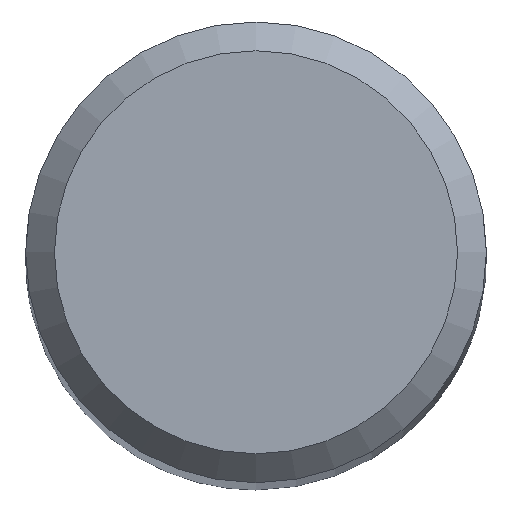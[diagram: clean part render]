
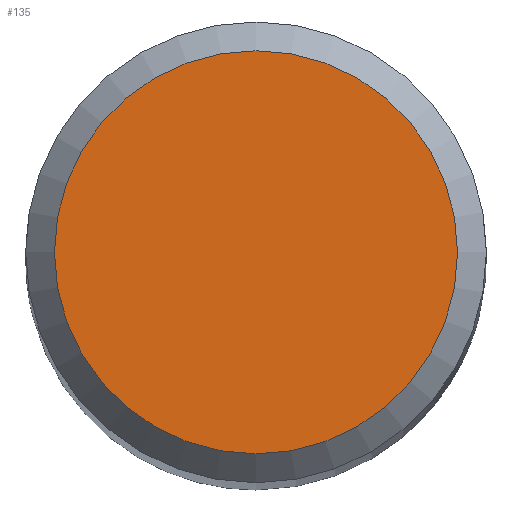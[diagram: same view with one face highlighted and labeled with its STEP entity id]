
A CAD part, top view. The second image highlights one B-rep face of the part: STEP entity #135.
In plain terms, the highlighted planar face has unit normal (0, 0, 1).
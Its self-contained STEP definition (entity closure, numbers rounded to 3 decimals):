
#135=ADVANCED_FACE('240[2]',(#354),#355,.T.);
#295=EDGE_CURVE('240[2]',#578,#578,#579,.T.);
#354=FACE_OUTER_BOUND('',#644,.T.);
#355=PLANE('',#645);
#578=VERTEX_POINT('',#1055);
#579=CIRCLE('',#1056,7.);
#644=EDGE_LOOP('',(#1095));
#645=AXIS2_PLACEMENT_3D('',#1096,#1097,#1098);
#1055=CARTESIAN_POINT('',(0.,-7.,148.0));
#1056=AXIS2_PLACEMENT_3D('',#1346,#1347,#1348);
#1095=ORIENTED_EDGE('',*,*,#295,.T.);
#1096=CARTESIAN_POINT('',(0.,0.,148.0));
#1097=DIRECTION('',(0.,0.,1.0));
#1098=DIRECTION('',(-1.0,0.,0.0));
#1346=CARTESIAN_POINT('',(0.,0.,148.0));
#1347=DIRECTION('',(0.,0.,1.0));
#1348=DIRECTION('',(1.0,0.,0.));
